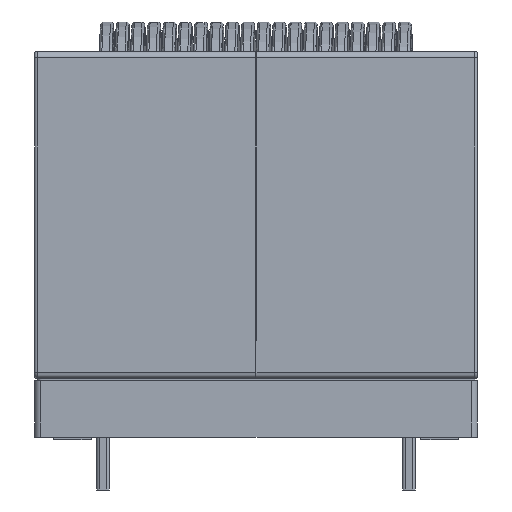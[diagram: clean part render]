
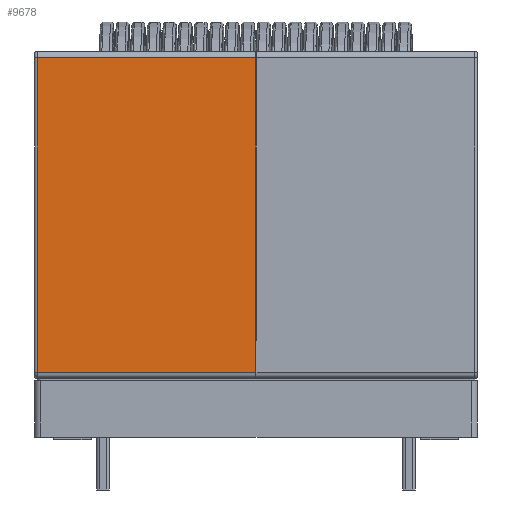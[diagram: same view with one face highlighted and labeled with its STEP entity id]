
A CAD part, left-side view. The second image highlights one B-rep face of the part: STEP entity #9678.
In plain terms, the highlighted face is planar.
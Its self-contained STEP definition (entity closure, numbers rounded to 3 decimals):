
#2212=ORIENTED_EDGE('',*,*,#4818,.T.);
#2213=ORIENTED_EDGE('',*,*,#4819,.T.);
#2214=ORIENTED_EDGE('',*,*,#4820,.T.);
#2215=ORIENTED_EDGE('',*,*,#4806,.F.);
#4806=EDGE_CURVE('',#6145,#6146,#7084,.T.);
#4818=EDGE_CURVE('',#6145,#6154,#7086,.F.);
#4819=EDGE_CURVE('',#6154,#6155,#7087,.T.);
#4820=EDGE_CURVE('',#6155,#6146,#7088,.T.);
#6145=VERTEX_POINT('',#29718);
#6146=VERTEX_POINT('',#29720);
#6154=VERTEX_POINT('',#29742);
#6155=VERTEX_POINT('',#29744);
#7084=LINE('',#29719,#7656);
#7086=LINE('',#29741,#7658);
#7087=LINE('',#29743,#7659);
#7088=LINE('',#29745,#7660);
#7656=VECTOR('',#13494,1000.);
#7658=VECTOR('',#13520,1000.);
#7659=VECTOR('',#13521,1000.);
#7660=VECTOR('',#13522,1000.);
#8170=EDGE_LOOP('',(#2212,#2213,#2214,#2215));
#8806=FACE_BOUND('',#8170,.T.);
#9380=PLANE('',#12577);
#9678=ADVANCED_FACE('',(#8806),#9380,.T.);
#12577=AXIS2_PLACEMENT_3D('',#29740,#13518,#13519);
#13494=DIRECTION('',(0.,-1.,0.));
#13518=DIRECTION('',(1.,0.,0.));
#13519=DIRECTION('',(0.,1.,0.));
#13520=DIRECTION('',(0.,0.,-1.));
#13521=DIRECTION('',(0.,-1.,0.));
#13522=DIRECTION('',(0.,0.,-1.));
#29718=CARTESIAN_POINT('',(18.,12.5,-8.8));
#29719=CARTESIAN_POINT('',(18.,13.,-8.8));
#29720=CARTESIAN_POINT('',(18.,-12.5,-8.8));
#29740=CARTESIAN_POINT('',(18.,13.,8.8));
#29741=CARTESIAN_POINT('',(18.,12.5,8.8));
#29742=CARTESIAN_POINT('',(18.,12.5,8.6));
#29743=CARTESIAN_POINT('',(18.,-12.5,8.6));
#29744=CARTESIAN_POINT('',(18.,-12.5,8.6));
#29745=CARTESIAN_POINT('',(18.,-12.5,8.8));
